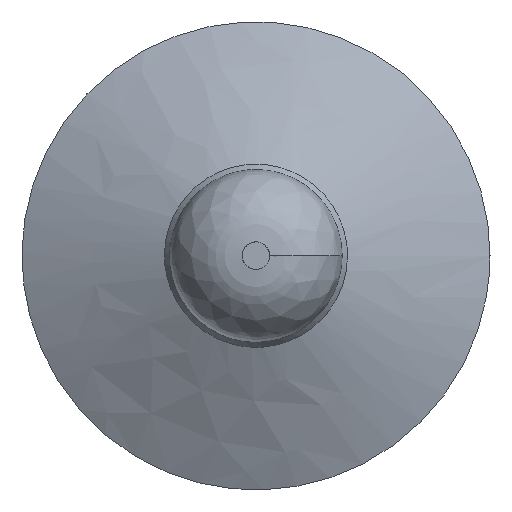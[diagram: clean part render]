
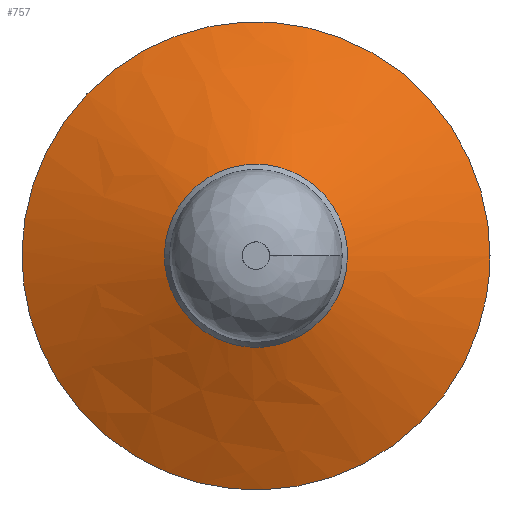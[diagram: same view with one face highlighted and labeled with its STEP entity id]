
A CAD part, top view. The second image highlights one B-rep face of the part: STEP entity #757.
In plain terms, the highlighted free-form (B-spline) face has degree [2, 1] with [9, 2] control points.
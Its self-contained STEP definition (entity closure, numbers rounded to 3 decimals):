
#757 = ADVANCED_FACE('',(#758),#798,.T.);
#758 = FACE_BOUND('',#759,.T.);
#759 = EDGE_LOOP('',(#760,#774,#781,#793));
#760 = ORIENTED_EDGE('',*,*,#761,.T.);
#761 = EDGE_CURVE('',#762,#762,#764,.T.);
#762 = VERTEX_POINT('',#763);
#763 = CARTESIAN_POINT('',(100.953,-13.378,2.808
    ));
#764 = ( BOUNDED_CURVE() B_SPLINE_CURVE(2,(#765,#766,#767,#768,#769,#770
,#771,#772,#773),.UNSPECIFIED.,.T.,.F.) B_SPLINE_CURVE_WITH_KNOTS((3,2,2
,2,3),(0.,0.25,0.5,0.75,1.),.PIECEWISE_BEZIER_KNOTS.) CURVE() 
GEOMETRIC_REPRESENTATION_ITEM() RATIONAL_B_SPLINE_CURVE((1.,
    0.707,1.,0.707,1.,0.707,1.,0.707
,1.)) REPRESENTATION_ITEM('') );
#765 = CARTESIAN_POINT('',(100.953,-13.378,
    2.808));
#766 = CARTESIAN_POINT('',(100.953,146.439,
    2.808));
#767 = CARTESIAN_POINT('',(-58.864,146.439,
    2.808));
#768 = CARTESIAN_POINT('',(-218.681,146.439,
    2.808));
#769 = CARTESIAN_POINT('',(-218.681,-13.378,
    2.808));
#770 = CARTESIAN_POINT('',(-218.681,-173.195,
    2.808));
#771 = CARTESIAN_POINT('',(-58.864,-173.195,
    2.808));
#772 = CARTESIAN_POINT('',(100.953,-173.195,
    2.808));
#773 = CARTESIAN_POINT('',(100.953,-13.378,
    2.808));
#774 = ORIENTED_EDGE('',*,*,#775,.T.);
#775 = EDGE_CURVE('',#762,#776,#778,.T.);
#776 = VERTEX_POINT('',#777);
#777 = CARTESIAN_POINT('',(3.643,-13.378,47.814
    ));
#778 = B_SPLINE_CURVE_WITH_KNOTS('',1,(#779,#780),.UNSPECIFIED.,.F.,.F.,
  (2,2),(0.057,0.966),.PIECEWISE_BEZIER_KNOTS.);
#779 = CARTESIAN_POINT('',(100.953,-13.378,
    2.808));
#780 = CARTESIAN_POINT('',(3.643,-13.378,
    47.814));
#781 = ORIENTED_EDGE('',*,*,#782,.T.);
#782 = EDGE_CURVE('',#776,#776,#783,.T.);
#783 = ( BOUNDED_CURVE() B_SPLINE_CURVE(2,(#784,#785,#786,#787,#788,#789
,#790,#791,#792),.UNSPECIFIED.,.T.,.F.) B_SPLINE_CURVE_WITH_KNOTS((3,2,2
,2,3),(0.,0.25,0.5,0.75,1.),.PIECEWISE_BEZIER_KNOTS.) CURVE() 
GEOMETRIC_REPRESENTATION_ITEM() RATIONAL_B_SPLINE_CURVE((1.,
    0.707,1.,0.707,1.,0.707,1.,0.707
,1.)) REPRESENTATION_ITEM('') );
#784 = CARTESIAN_POINT('',(3.643,-13.378,
    47.814));
#785 = CARTESIAN_POINT('',(3.643,-75.884,
    47.814));
#786 = CARTESIAN_POINT('',(-58.864,-75.884,
    47.814));
#787 = CARTESIAN_POINT('',(-121.37,-75.884,
    47.814));
#788 = CARTESIAN_POINT('',(-121.37,-13.378,
    47.814));
#789 = CARTESIAN_POINT('',(-121.37,49.128,
    47.814));
#790 = CARTESIAN_POINT('',(-58.864,49.128,
    47.814));
#791 = CARTESIAN_POINT('',(3.643,49.128,
    47.814));
#792 = CARTESIAN_POINT('',(3.643,-13.378,
    47.814));
#793 = ORIENTED_EDGE('',*,*,#794,.T.);
#794 = EDGE_CURVE('',#776,#762,#795,.T.);
#795 = B_SPLINE_CURVE_WITH_KNOTS('',1,(#796,#797),.UNSPECIFIED.,.F.,.F.,
  (2,2),(0.034,0.943),.PIECEWISE_BEZIER_KNOTS.);
#796 = CARTESIAN_POINT('',(3.643,-13.378,
    47.814));
#797 = CARTESIAN_POINT('',(100.953,-13.378,
    2.808));
#798 = ( BOUNDED_SURFACE() B_SPLINE_SURFACE(2,1,(
    (#799,#800)
    ,(#801,#802)
    ,(#803,#804)
    ,(#805,#806)
    ,(#807,#808)
    ,(#809,#810)
    ,(#811,#812)
    ,(#813,#814)
,(#815,#816
    )),.UNSPECIFIED.,.T.,.F.,.F.) B_SPLINE_SURFACE_WITH_KNOTS((1,2,2,2,2
    ,2,1),(2,2),(-0.25,0.,0.25,0.5,0.75,1.,1.25),(0.,1.),.UNSPECIFIED.) 
GEOMETRIC_REPRESENTATION_ITEM() RATIONAL_B_SPLINE_SURFACE((
    (1.,1.)
    ,(0.707,0.707)
    ,(1.,1.)
    ,(0.707,0.707)
    ,(1.,1.)
    ,(0.707,0.707)
    ,(1.,1.)
    ,(0.707,0.707)
,(1.,1.))) REPRESENTATION_ITEM('') SURFACE() );
#799 = CARTESIAN_POINT('',(107.025,-13.378,0.));
#800 = CARTESIAN_POINT('',(0.,-13.378,49.499));
#801 = CARTESIAN_POINT('',(107.025,152.51,0.));
#802 = CARTESIAN_POINT('',(0.,45.485,49.499));
#803 = CARTESIAN_POINT('',(-58.864,152.51,0.));
#804 = CARTESIAN_POINT('',(-58.864,45.485,
    49.499));
#805 = CARTESIAN_POINT('',(-224.752,152.51,0.));
#806 = CARTESIAN_POINT('',(-117.727,45.485,49.499
    ));
#807 = CARTESIAN_POINT('',(-224.752,-13.378,0.));
#808 = CARTESIAN_POINT('',(-117.727,-13.378,49.499
    ));
#809 = CARTESIAN_POINT('',(-224.752,-179.266,0.));
#810 = CARTESIAN_POINT('',(-117.727,-72.242,49.499
    ));
#811 = CARTESIAN_POINT('',(-58.864,-179.266,0.));
#812 = CARTESIAN_POINT('',(-58.864,-72.242,
    49.499));
#813 = CARTESIAN_POINT('',(107.025,-179.266,0.));
#814 = CARTESIAN_POINT('',(0.,-72.242,49.499));
#815 = CARTESIAN_POINT('',(107.025,-13.378,0.));
#816 = CARTESIAN_POINT('',(0.,-13.378,49.499));
